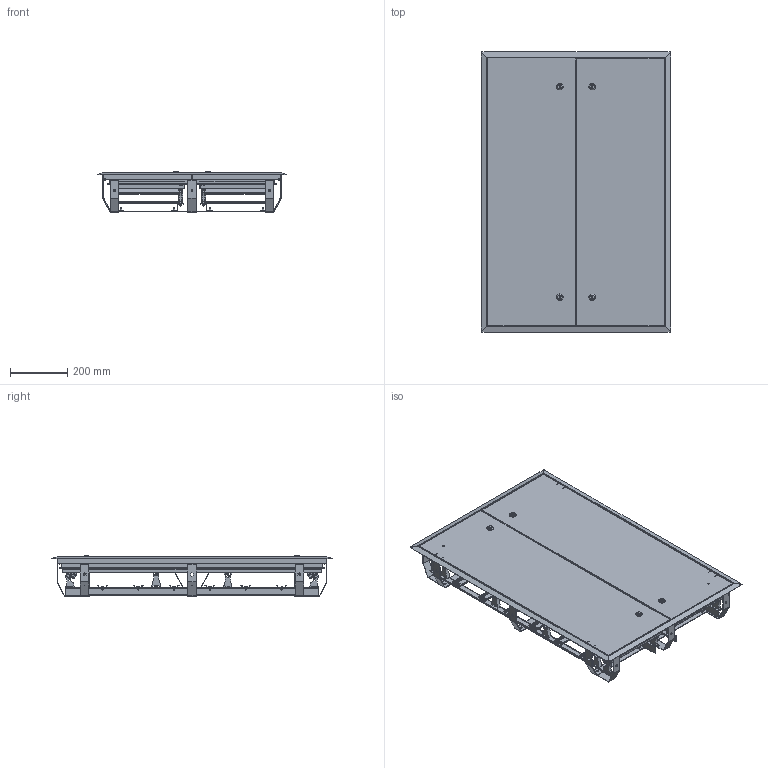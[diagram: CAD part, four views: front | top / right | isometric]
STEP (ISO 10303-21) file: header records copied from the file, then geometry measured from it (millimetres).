
FILE_DESCRIPTION (( 'STEP AP214' ), '1' );
FILE_NAME ('ÙÐâ-144.STEP', '2021-04-08T08:22:12', ( '' ), ( '' ), 'SwSTEP 2.0', 'SolidWorks 2017', '' );
FILE_SCHEMA (( 'AUTOMOTIVE_DESIGN' ));
Length unit declared in the file: millimetre
Products named in the file (19): Óñèëèòåëü âåðòèêàëüíûé ñðåäíèé_¢¥àâ¨ª « æ¥­âà «ì­ë©; ������� ���������_���-144; �������� ������������_���-144; Stoika Shin_‘â®©ª  ¤«ï è¨­; Óñèëèòåëü âåðòèêàëüíûé_¢¥àâ¨ª «; Stoika pan; Panel_剞ｭ-144; Óñèëèòåëü ãîðèçîíòàëüíûé; DIN-Reika_18 ｢箘ｬ箘｢; Âèíò_ðåçüáîâûäàâëèâàþùèé_Œ4å9; ����������_���-120, 144; ��������_���-144; Óñèëèòåëü ãîðèçîíòàëüíûé_623ìì_£®à¨§®­â « 2å; ÙÐâ-144; Support; Dver_Universal_剞ｭ-144; Klipsa; 栺鍣罻_櫇襛醂1,5 洵
Assembly tree (93 placements, depth 4):
  ÙÐâ-144
    �������� ������������_���-144
      ��������_���-144
      ����������_���-120, 144  x2
        Óñèëèòåëü ãîðèçîíòàëüíûé_623ìì_£®à¨§®­â « 2å
        Óñèëèòåëü âåðòèêàëüíûé_¢¥àâ¨ª «
        Óñèëèòåëü âåðòèêàëüíûé ñðåäíèé_¢¥àâ¨ª « æ¥­âà «ì­ë©
      Óñèëèòåëü ãîðèçîíòàëüíûé_623ìì_£®à¨§®­â « 2å
      Óñèëèòåëü ãîðèçîíòàëüíûé
    ������� ���������_���-144  x4
    Panel_剞ｭ-144  x2
      Panel_剞ｭ-144
      Klipsa
      Stoika pan
    Stoika Shin_‘â®©ª  ¤«ï è¨­  x8
    Support  x8
    栺鍣罻_櫇襛醂1,5 洵  x4
    Dver_Universal_剞ｭ-144  x2
    DIN-Reika_18 ｢箘ｬ箘｢  x12
    Âèíò_ðåçüáîâûäàâëèâàþùèé_Œ4å9  x25
Bounding box: 662.2 x 980.2 x 141.7 mm (x, y, z)
Volume: 2800504.3 mm3; surface area: 4632268 mm2
Topology: 118 solids, 118 shells, 6800 faces, 17518 edges, 11042 vertices
Faces by surface type: plane 3904, cylinder 1526, bspline 642, torus 354, sphere 210, cone 164
Entity records: 36097 total; most frequent: CARTESIAN_POINT 7926, ORIENTED_EDGE 5630, DIRECTION 5552, EDGE_CURVE 2815, LINE 2030, VECTOR 2030, VERTEX_POINT 1817, AXIS2_PLACEMENT_3D 1761
